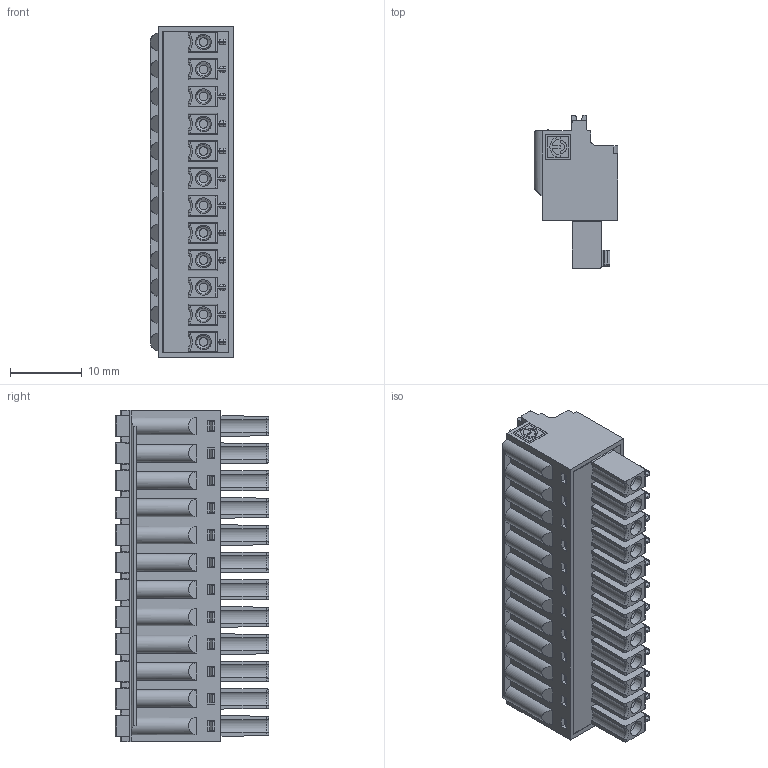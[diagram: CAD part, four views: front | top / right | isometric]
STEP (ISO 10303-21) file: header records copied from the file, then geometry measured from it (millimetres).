
FILE_DESCRIPTION(('STEP AP214'),'1');
FILE_NAME('SHM12-3,81-F.stp','2025-07-01T09:15:29',(' '),(' '),'Spatial InterOp 3D',' ',' ');
FILE_SCHEMA(('AUTOMOTIVE_DESIGN { 1 0 10303 214 1 1 1 1 }'));
Length unit declared in the file: metre
Products named in the file (1): 1751484497
Bounding box: 11.7 x 21.4 x 46.31 mm (x, y, z)
Volume: 6759.2 mm3; surface area: 4986.7 mm2
Topology: 1 solids, 1 shells, 1243 faces, 3411 edges, 2220 vertices
Faces by surface type: plane 875, cylinder 295, cone 36, sphere 24, torus 12, extrusion 1
Full cylindrical faces by diameter (mm): 1.2 x12, 3.078 x12
Entity records: 57525 total; most frequent: CARTESIAN_POINT 9361, ORIENTED_EDGE 6558, DIRECTION 6046, EDGE_CURVE 3279, STYLED_ITEM 2713, PRESENTATION_STYLE_ASSIGNMENT 2713, COLOUR_RGB 2713, VECTOR 2496
